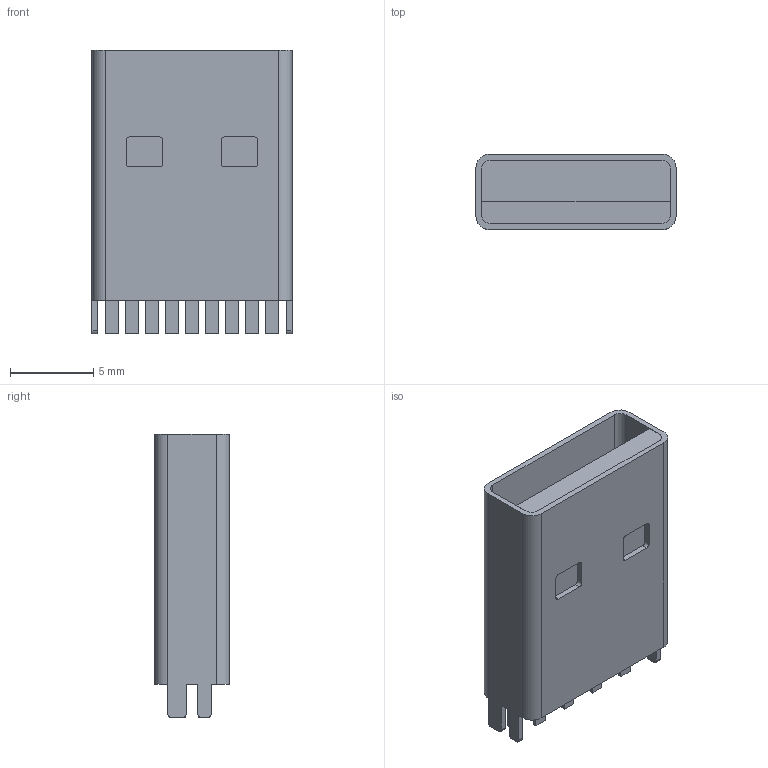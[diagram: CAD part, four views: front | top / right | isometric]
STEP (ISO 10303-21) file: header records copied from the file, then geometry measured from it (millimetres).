
FILE_DESCRIPTION(('FreeCAD Model'),'2;1');
FILE_NAME('Open CASCADE Shape Model','2023-10-08T23:40:08',(''),(''), 'Open CASCADE STEP processor 7.7','FreeCAD','Unknown');
FILE_SCHEMA(('AUTOMOTIVE_DESIGN { 1 0 10303 214 1 1 1 1 }'));
Length unit declared in the file: millimetre
Products named in the file (4): USB A 3.0 Vertical; Shield; BlueSupport; Pins
Assembly tree (3 placements, depth 2):
  USB A 3.0 Vertical
    Shield
    BlueSupport
    Pins
Bounding box: 12 x 4.5 x 17 mm (x, y, z)
Volume: 590.7 mm3; surface area: 1465.9 mm2
Topology: 11 solids, 11 shells, 139 faces, 352 edges, 234 vertices
Faces by surface type: plane 103, cylinder 36
Entity records: 4331 total; most frequent: CARTESIAN_POINT 729, DIRECTION 710, ORIENTED_EDGE 704, EDGE_CURVE 352, LINE 280, VECTOR 280, VERTEX_POINT 234, AXIS2_PLACEMENT_3D 215
